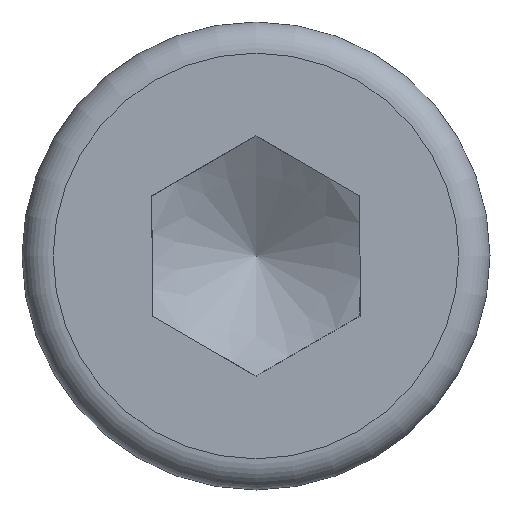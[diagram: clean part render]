
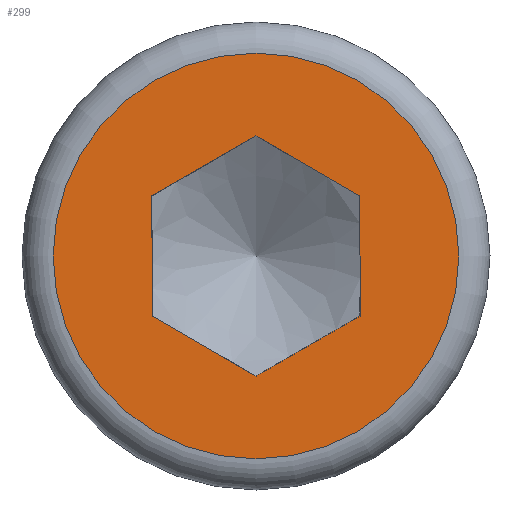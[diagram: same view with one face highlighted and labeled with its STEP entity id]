
A CAD part, left-side view. The second image highlights one B-rep face of the part: STEP entity #299.
In plain terms, the highlighted planar face has unit normal (-1, 0, 0).
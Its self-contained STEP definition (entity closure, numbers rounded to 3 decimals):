
#218=CARTESIAN_POINT('',(-7.,7.8,0.0));
#219=VERTEX_POINT('',#218);
#220=CARTESIAN_POINT('',(-7.,0.,0.0));
#221=DIRECTION('',(1.0,0.0,0.0));
#222=DIRECTION('',(0.0,-1.0,0.0));
#223=AXIS2_PLACEMENT_3D('',#220,#221,#222);
#224=CIRCLE('',#223,7.8);
#225=EDGE_CURVE('',#219,#219,#224,.T.);
#241=CARTESIAN_POINT('',(-7.,6.809,0.0));
#242=DIRECTION('',(-1.0,0.0,0.0));
#243=DIRECTION('',(0.0,0.0,1.0));
#244=AXIS2_PLACEMENT_3D('',#241,#242,#243);
#245=PLANE('',#244);
#246=ORIENTED_EDGE('',*,*,#225,.F.);
#247=EDGE_LOOP('',(#246));
#248=FACE_OUTER_BOUND('',#247,.T.);
#249=CARTESIAN_POINT('',(-7.,4.,-2.309));
#250=VERTEX_POINT('',#249);
#251=CARTESIAN_POINT('',(-7.,4.,2.309));
#252=VERTEX_POINT('',#251);
#253=CARTESIAN_POINT('',(-7.,4.,-2.309));
#254=DIRECTION('',(0.0,0.0,1.0));
#255=VECTOR('',#254,4.619);
#256=LINE('',#253,#255);
#257=EDGE_CURVE('',#250,#252,#256,.T.);
#258=ORIENTED_EDGE('',*,*,#257,.T.);
#259=CARTESIAN_POINT('',(-7.,0.,4.619));
#260=VERTEX_POINT('',#259);
#261=CARTESIAN_POINT('',(-7.,4.,2.309));
#262=DIRECTION('',(0.0,-0.866,0.5));
#263=VECTOR('',#262,4.619);
#264=LINE('',#261,#263);
#265=EDGE_CURVE('',#252,#260,#264,.T.);
#266=ORIENTED_EDGE('',*,*,#265,.T.);
#267=CARTESIAN_POINT('',(-7.,-4.,2.309));
#268=VERTEX_POINT('',#267);
#269=CARTESIAN_POINT('',(-7.,0.0,4.619));
#270=DIRECTION('',(0.0,-0.866,-0.5));
#271=VECTOR('',#270,4.619);
#272=LINE('',#269,#271);
#273=EDGE_CURVE('',#260,#268,#272,.T.);
#274=ORIENTED_EDGE('',*,*,#273,.T.);
#275=CARTESIAN_POINT('',(-7.,-4.,-2.309));
#276=VERTEX_POINT('',#275);
#277=CARTESIAN_POINT('',(-7.,-4.,2.309));
#278=DIRECTION('',(0.0,0.0,-1.0));
#279=VECTOR('',#278,4.619);
#280=LINE('',#277,#279);
#281=EDGE_CURVE('',#268,#276,#280,.T.);
#282=ORIENTED_EDGE('',*,*,#281,.T.);
#283=CARTESIAN_POINT('',(-7.,0.,-4.619));
#284=VERTEX_POINT('',#283);
#285=CARTESIAN_POINT('',(-7.,-4.,-2.309));
#286=DIRECTION('',(0.0,0.866,-0.5));
#287=VECTOR('',#286,4.619);
#288=LINE('',#285,#287);
#289=EDGE_CURVE('',#276,#284,#288,.T.);
#290=ORIENTED_EDGE('',*,*,#289,.T.);
#291=CARTESIAN_POINT('',(-7.,0.,-4.619));
#292=DIRECTION('',(0.0,0.866,0.5));
#293=VECTOR('',#292,4.619);
#294=LINE('',#291,#293);
#295=EDGE_CURVE('',#284,#250,#294,.T.);
#296=ORIENTED_EDGE('',*,*,#295,.T.);
#297=EDGE_LOOP('',(#258,#266,#274,#282,#290,#296));
#298=FACE_BOUND('',#297,.T.);
#299=ADVANCED_FACE('',(#248,#298),#245,.T.);
